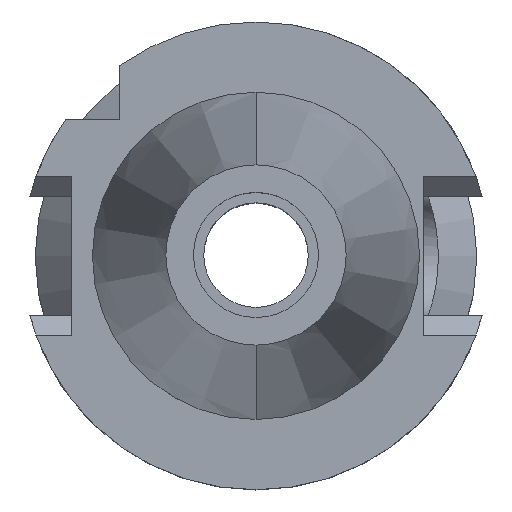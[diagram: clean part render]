
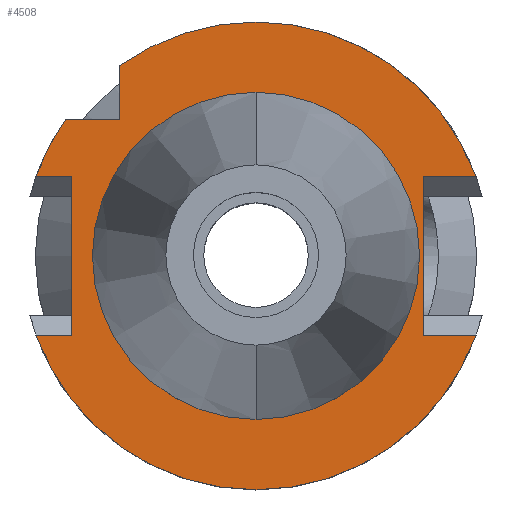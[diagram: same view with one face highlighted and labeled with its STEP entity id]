
A CAD part, top view. The second image highlights one B-rep face of the part: STEP entity #4508.
In plain terms, the highlighted planar face has unit normal (0, 0, 1).
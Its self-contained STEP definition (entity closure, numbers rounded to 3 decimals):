
#1610=DIRECTION('',(0.,-1.,0.));
#1611=VECTOR('',#1610,7.334);
#1612=CARTESIAN_POINT('',(-18.5,25.834,-1.));
#1613=LINE('',#1612,#1611);
#1792=CARTESIAN_POINT('',(29.901,10.75,-1.));
#1804=DIRECTION('',(1.,0.,0.));
#1805=VECTOR('',#1804,7.201);
#1806=CARTESIAN_POINT('',(22.7,10.75,-1.));
#1807=LINE('',#1806,#1805);
#1855=CARTESIAN_POINT('',(0.,0.,-1.));
#1856=DIRECTION('',(0.,0.,-1.));
#1857=DIRECTION('',(-0.582,0.813,0.));
#1858=AXIS2_PLACEMENT_3D('',#1855,#1856,#1857);
#1863=CARTESIAN_POINT('',(0.,0.,-1.));
#1864=DIRECTION('',(0.,0.,-1.));
#1865=DIRECTION('',(0.,1.,0.));
#1866=AXIS2_PLACEMENT_3D('',#1863,#1864,#1865);
#1871=DIRECTION('',(0.,-1.,0.));
#1872=VECTOR('',#1871,21.5);
#1873=CARTESIAN_POINT('',(22.7,10.75,-1.));
#1874=LINE('',#1873,#1872);
#1878=DIRECTION('',(1.,0.,0.));
#1879=VECTOR('',#1878,7.201);
#1880=CARTESIAN_POINT('',(22.7,-10.75,-1.));
#1881=LINE('',#1880,#1879);
#1885=CARTESIAN_POINT('',(0.,0.,-1.));
#1886=DIRECTION('',(0.,0.,-1.));
#1887=DIRECTION('',(0.941,-0.338,0.));
#1888=AXIS2_PLACEMENT_3D('',#1885,#1886,#1887);
#1893=CARTESIAN_POINT('',(0.,0.,-1.));
#1894=DIRECTION('',(0.,0.,-1.));
#1895=DIRECTION('',(0.,-1.,0.));
#1896=AXIS2_PLACEMENT_3D('',#1893,#1894,#1895);
#1901=DIRECTION('',(-1.,0.,0.));
#1902=VECTOR('',#1901,4.901);
#1903=CARTESIAN_POINT('',(-25.,10.75,-1.));
#1904=LINE('',#1903,#1902);
#1908=CARTESIAN_POINT('',(0.,0.,-1.));
#1909=DIRECTION('',(0.,0.,-1.));
#1910=DIRECTION('',(-0.941,0.338,0.));
#1911=AXIS2_PLACEMENT_3D('',#1908,#1909,#1910);
#1916=CARTESIAN_POINT('',(0.,0.,-1.));
#1917=DIRECTION('',(0.,0.,1.));
#1918=DIRECTION('',(0.,-1.,0.));
#1919=AXIS2_PLACEMENT_3D('',#1916,#1917,#1918);
#1924=CARTESIAN_POINT('',(0.,0.,-1.));
#1925=DIRECTION('',(0.,0.,1.));
#1926=DIRECTION('',(0.,1.,0.));
#1927=AXIS2_PLACEMENT_3D('',#1924,#1925,#1926);
#1935=CARTESIAN_POINT('',(-29.901,-10.75,-1.));
#1969=DIRECTION('',(-1.,0.,0.));
#1970=VECTOR('',#1969,4.901);
#1971=CARTESIAN_POINT('',(-25.,-10.75,-1.));
#1972=LINE('',#1971,#1970);
#2007=DIRECTION('',(0.,-1.,0.));
#2008=VECTOR('',#2007,21.5);
#2009=CARTESIAN_POINT('',(-25.,10.75,-1.));
#2010=LINE('',#2009,#2008);
#2080=DIRECTION('',(-1.,0.,0.));
#2081=VECTOR('',#2080,7.334);
#2082=CARTESIAN_POINT('',(-18.5,18.5,-1.));
#2083=LINE('',#2082,#2081);
#3172=CARTESIAN_POINT('',(-18.5,25.834,-1.));
#3173=VERTEX_POINT('',#3172);
#3174=CARTESIAN_POINT('',(-18.5,18.5,-1.));
#3175=VERTEX_POINT('',#3174);
#3201=CARTESIAN_POINT('',(-25.,10.75,-1.));
#3202=VERTEX_POINT('',#3201);
#3203=CARTESIAN_POINT('',(-25.,-10.75,-1.));
#3204=VERTEX_POINT('',#3203);
#3243=VERTEX_POINT('',#1935);
#3244=CARTESIAN_POINT('',(0.,-31.775,-1.));
#3245=VERTEX_POINT('',#3244);
#3246=CARTESIAN_POINT('',(29.901,-10.75,-1.));
#3247=VERTEX_POINT('',#3246);
#3248=VERTEX_POINT('',#1792);
#3249=CARTESIAN_POINT('',(0.,31.775,-1.));
#3250=VERTEX_POINT('',#3249);
#3251=CARTESIAN_POINT('',(-25.834,18.5,-1.));
#3252=VERTEX_POINT('',#3251);
#3253=CARTESIAN_POINT('',(-29.901,10.75,-1.));
#3254=VERTEX_POINT('',#3253);
#3255=CARTESIAN_POINT('',(22.7,10.75,-1.));
#3256=VERTEX_POINT('',#3255);
#3257=CARTESIAN_POINT('',(22.7,-10.75,-1.));
#3258=VERTEX_POINT('',#3257);
#3259=CARTESIAN_POINT('',(0.,-22.225,-1.));
#3260=CARTESIAN_POINT('',(0.,22.225,-1.));
#3261=VERTEX_POINT('',#3259);
#3262=VERTEX_POINT('',#3260);
#4474=CARTESIAN_POINT('',(0.,0.,-1.));
#4475=DIRECTION('',(0.,0.,-1.));
#4476=DIRECTION('',(0.,-1.,0.));
#4477=AXIS2_PLACEMENT_3D('',#4474,#4475,#4476);
#4478=PLANE('',#4477);
#4479=ORIENTED_EDGE('',*,*,#4322,.F.);
#4480=ORIENTED_EDGE('',*,*,#4438,.T.);
#4481=ORIENTED_EDGE('',*,*,#4436,.T.);
#4482=ORIENTED_EDGE('',*,*,#4452,.F.);
#4483=ORIENTED_EDGE('',*,*,#4462,.T.);
#4485=ORIENTED_EDGE('',*,*,#4484,.T.);
#4487=ORIENTED_EDGE('',*,*,#4486,.T.);
#4489=ORIENTED_EDGE('',*,*,#4488,.T.);
#4491=ORIENTED_EDGE('',*,*,#4490,.F.);
#4493=ORIENTED_EDGE('',*,*,#4492,.F.);
#4495=ORIENTED_EDGE('',*,*,#4494,.T.);
#4497=ORIENTED_EDGE('',*,*,#4496,.T.);
#4499=ORIENTED_EDGE('',*,*,#4498,.F.);
#4500=EDGE_LOOP('',(#4479,#4480,#4481,#4482,#4483,#4485,#4487,#4489,#4491,#4493,
#4495,#4497,#4499));
#4501=FACE_OUTER_BOUND('',#4500,.F.);
#4503=ORIENTED_EDGE('',*,*,#4502,.T.);
#4505=ORIENTED_EDGE('',*,*,#4504,.T.);
#4506=EDGE_LOOP('',(#4503,#4505));
#4507=FACE_BOUND('',#4506,.F.);
#1859=CIRCLE('',#1858,31.775);
#1867=CIRCLE('',#1866,31.775);
#1889=CIRCLE('',#1888,31.775);
#1897=CIRCLE('',#1896,31.775);
#1912=CIRCLE('',#1911,31.775);
#1920=CIRCLE('',#1919,22.225);
#1928=CIRCLE('',#1927,22.225);
#4322=EDGE_CURVE('',#3173,#3175,#1613,.T.);
#4436=EDGE_CURVE('',#3250,#3248,#1867,.T.);
#4438=EDGE_CURVE('',#3173,#3250,#1859,.T.);
#4452=EDGE_CURVE('',#3256,#3248,#1807,.T.);
#4462=EDGE_CURVE('',#3256,#3258,#1874,.T.);
#4484=EDGE_CURVE('',#3258,#3247,#1881,.T.);
#4486=EDGE_CURVE('',#3247,#3245,#1889,.T.);
#4488=EDGE_CURVE('',#3245,#3243,#1897,.T.);
#4490=EDGE_CURVE('',#3204,#3243,#1972,.T.);
#4492=EDGE_CURVE('',#3202,#3204,#2010,.T.);
#4494=EDGE_CURVE('',#3202,#3254,#1904,.T.);
#4496=EDGE_CURVE('',#3254,#3252,#1912,.T.);
#4498=EDGE_CURVE('',#3175,#3252,#2083,.T.);
#4502=EDGE_CURVE('',#3261,#3262,#1920,.T.);
#4504=EDGE_CURVE('',#3262,#3261,#1928,.T.);
#4508=ADVANCED_FACE('',(#4501,#4507),#4478,.F.);
